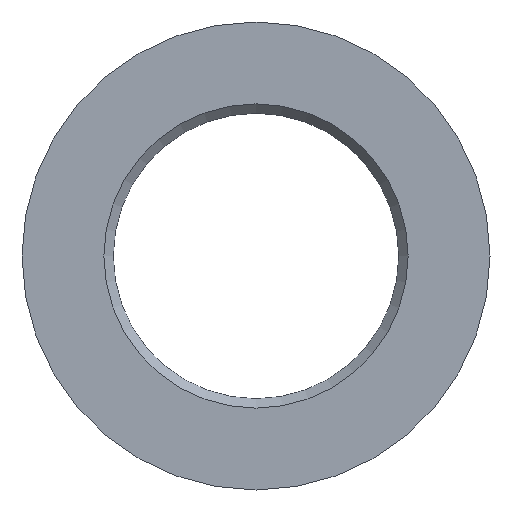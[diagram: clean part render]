
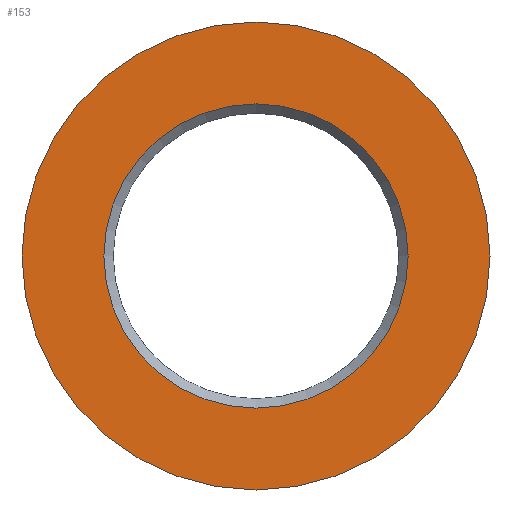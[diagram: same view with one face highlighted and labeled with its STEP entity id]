
A CAD part, front view. The second image highlights one B-rep face of the part: STEP entity #153.
In plain terms, the highlighted planar face has unit normal (0, -1, 0).
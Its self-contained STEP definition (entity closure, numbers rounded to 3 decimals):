
#54=FACE_BOUND('',#70,.T.);
#56=PLANE('',#183);
#62=FACE_OUTER_BOUND('',#69,.T.);
#69=EDGE_LOOP('',(#128,#129));
#70=EDGE_LOOP('',(#130));
#87=CIRCLE('',#180,16.25);
#89=CIRCLE('',#184,25.);
#90=CIRCLE('',#185,25.);
#98=VERTEX_POINT('',#282);
#100=VERTEX_POINT('',#290);
#101=VERTEX_POINT('',#291);
#108=EDGE_CURVE('',#98,#98,#87,.T.);
#111=EDGE_CURVE('',#100,#101,#89,.T.);
#112=EDGE_CURVE('',#101,#100,#90,.T.);
#128=ORIENTED_EDGE('',*,*,#111,.F.);
#129=ORIENTED_EDGE('',*,*,#112,.F.);
#130=ORIENTED_EDGE('',*,*,#108,.F.);
#153=ADVANCED_FACE('',(#62,#54),#56,.F.);
#180=AXIS2_PLACEMENT_3D('',#284,#216,#217);
#183=AXIS2_PLACEMENT_3D('',#289,#223,#224);
#184=AXIS2_PLACEMENT_3D('',#292,#225,#226);
#185=AXIS2_PLACEMENT_3D('',#293,#227,#228);
#216=DIRECTION('center_axis',(0.,-1.,0.));
#217=DIRECTION('ref_axis',(1.,0.,0.));
#223=DIRECTION('center_axis',(0.,1.,0.));
#224=DIRECTION('ref_axis',(0.,0.,1.));
#225=DIRECTION('center_axis',(0.,1.,0.));
#226=DIRECTION('ref_axis',(-1.,0.,0.));
#227=DIRECTION('center_axis',(0.,1.,0.));
#228=DIRECTION('ref_axis',(-1.,0.,0.));
#282=CARTESIAN_POINT('',(-16.25,0.,0.));
#284=CARTESIAN_POINT('Origin',(0.,0.,0.));
#289=CARTESIAN_POINT('Origin',(0.,0.,0.));
#290=CARTESIAN_POINT('',(-25.,0.,0.));
#291=CARTESIAN_POINT('',(25.,0.,0.));
#292=CARTESIAN_POINT('Origin',(0.,0.,0.));
#293=CARTESIAN_POINT('Origin',(0.,0.,0.));
